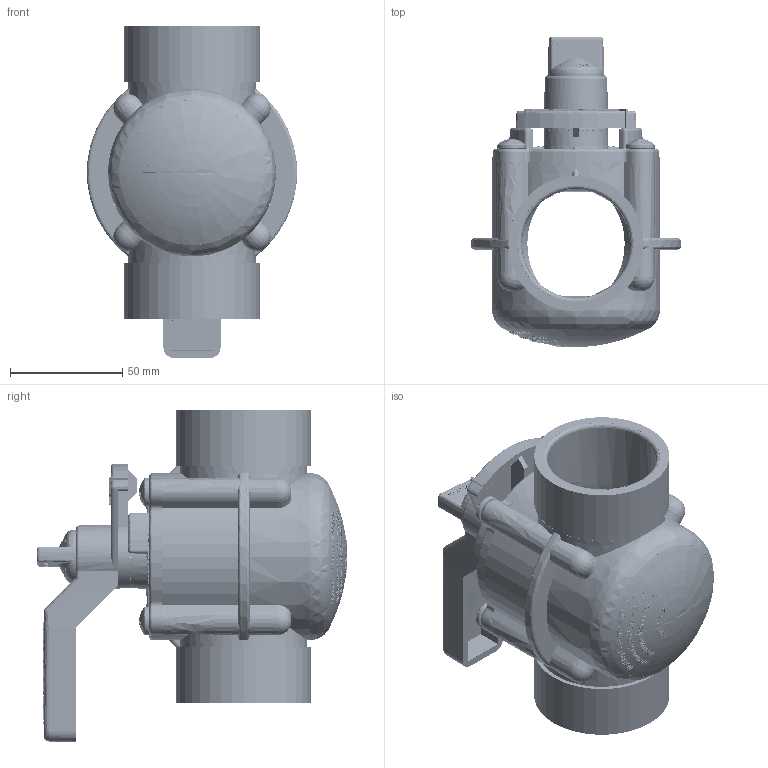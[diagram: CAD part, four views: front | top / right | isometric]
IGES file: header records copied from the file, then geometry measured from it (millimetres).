
Start section: SolidWorks IGES file using analytic representation for surfaces
Global section: file name: 3409 2-PORT NON POS SEAL.IGS; native system: SolidWorks 2016; preprocessor: SolidWorks 2016; author: Karl.Kendrick; date: 170622.105827; units: inch
Bounding box: 93.37 x 138.05 x 147.83 mm (x, y, z)
Surface area: 108556.3 mm2 (no closed solid volume)
Topology: 0 solids, 0 shells, 3601 faces, 45886 edges, 45828 vertices
Faces by surface type: bspline 3008, revolution 593
